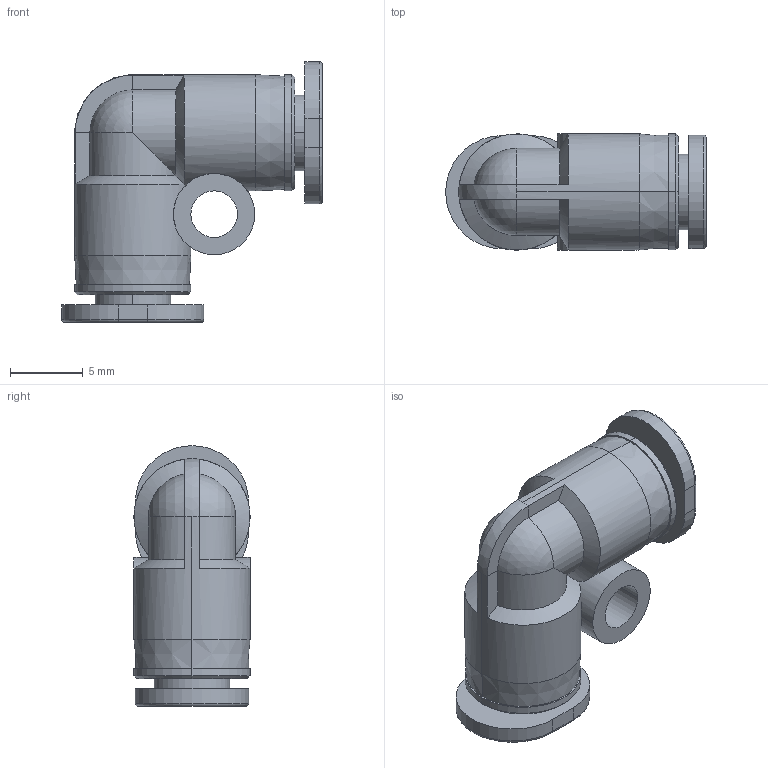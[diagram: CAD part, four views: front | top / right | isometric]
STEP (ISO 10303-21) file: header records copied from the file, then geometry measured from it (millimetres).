
FILE_DESCRIPTION(/* description */ ('AP214 STEP file'),/* implementation_level */ '1');
FILE_NAME(/* name */ 'PV4M',/* time_stamp */ '2011-11-04T13:33:39+09:00',/* author */ (''),/* organization */ (''),/* preprocessor_version */ '',/* originating_system */ 'Unigraphics',/* authorisation */ '');
FILE_SCHEMA (('AUTOMOTIVE_DESIGN'));
Length unit declared in the file: millimetre
Products named in the file (1): PV4M
Bounding box: 17.95 x 8 x 17.95 mm (x, y, z)
Volume: 985.5 mm3; surface area: 1347.2 mm2
Topology: 1 solids, 1 shells, 73 faces, 163 edges, 98 vertices
Faces by surface type: cylinder 32, plane 22, cone 12, torus 4, sphere 3
Entity records: 2073 total; most frequent: CARTESIAN_POINT 389, DIRECTION 385, ORIENTED_EDGE 322, AXIS2_PLACEMENT_3D 162, EDGE_CURVE 161, VERTEX_POINT 98, CIRCLE 84, EDGE_LOOP 83
